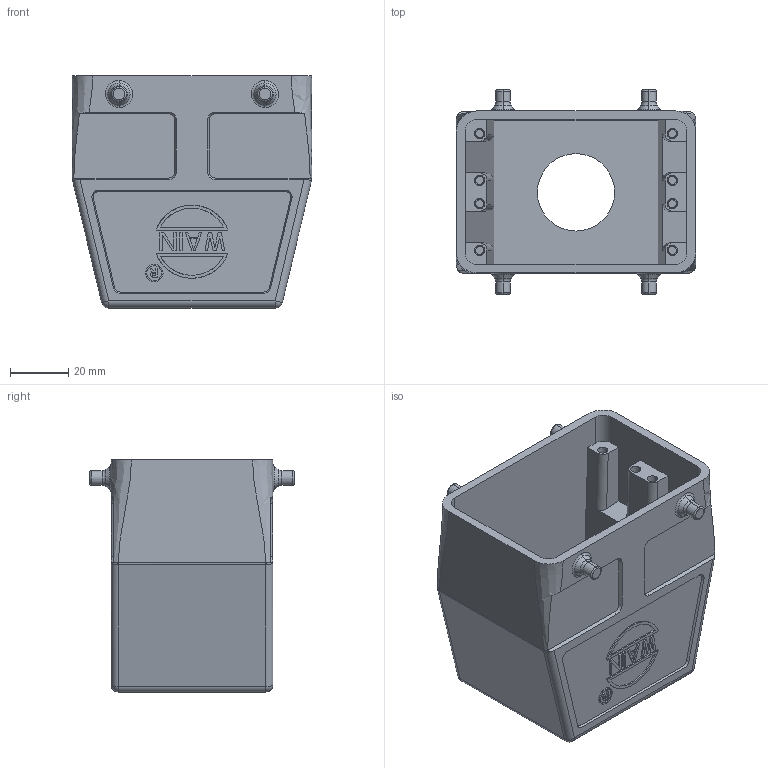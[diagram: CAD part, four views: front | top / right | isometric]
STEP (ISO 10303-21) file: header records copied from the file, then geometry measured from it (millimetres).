
FILE_DESCRIPTION(/* description */ (''),/* implementation_level */ '2;1');
FILE_NAME(/* name */ '3D_1100324305011_H32A-TEH-4B-PG21_V1.1.stp',/* time_stamp */ '2023-12-13T09:12:07+08:00',/* author */ (''),/* organization */ (''),/* preprocessor_version */ 'ST-DEVELOPER v18.1',/* originating_system */ 'SIEMENS PLM Software NX 1980',/* authorisation */ '');
FILE_SCHEMA (('AUTOMOTIVE_DESIGN { 1 0 10303 214 3 1 1 1 }'));
Length unit declared in the file: millimetre
Products named in the file (1): 3D_1100324305013_H32A-TEH-4B-PG36_V1.0_stp
Bounding box: 82 x 70 x 79.55 mm (x, y, z)
Volume: 86246.8 mm3; surface area: 47388.1 mm2
Topology: 1 solids, 1 shells, 390 faces, 959 edges, 614 vertices
Faces by surface type: plane 225, cylinder 93, torus 24, cone 24, sphere 12, extrusion 8, bspline 4
Entity records: 12129 total; most frequent: CARTESIAN_POINT 3124, ORIENTED_EDGE 1902, DIRECTION 1765, EDGE_CURVE 951, VERTEX_POINT 614, VECTOR 603, LINE 595, AXIS2_PLACEMENT_3D 581
